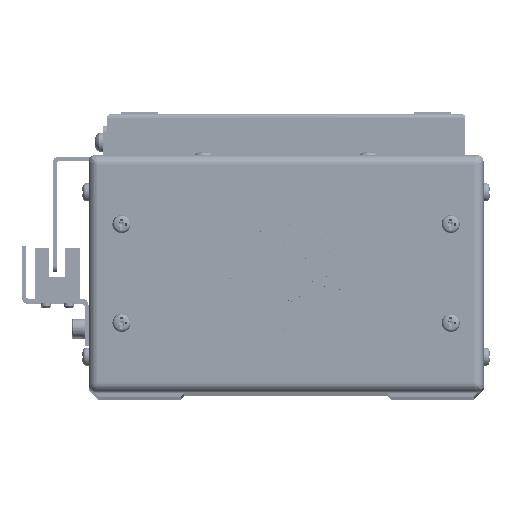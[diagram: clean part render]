
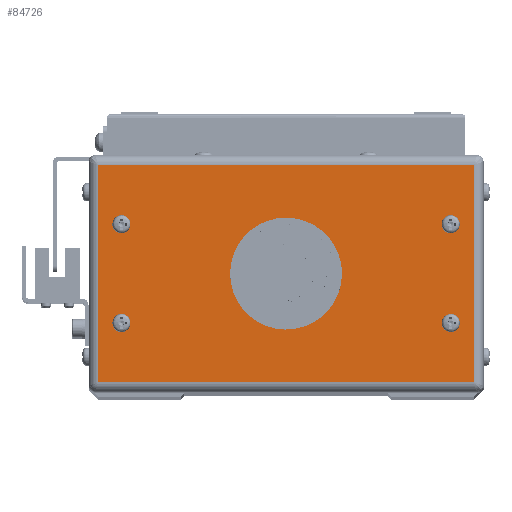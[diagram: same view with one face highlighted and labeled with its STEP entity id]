
A CAD part, top view. The second image highlights one B-rep face of the part: STEP entity #84726.
In plain terms, the highlighted planar face has unit normal (0, 0, 1).
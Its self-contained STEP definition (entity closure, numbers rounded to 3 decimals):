
#63 = EDGE_CURVE ( 'NONE', #14407, #51603, #59862, .T. ) ;
#234 = VERTEX_POINT ( 'NONE', #97405 ) ;
#2155 = ORIENTED_EDGE ( 'NONE', *, *, #20766, .F. ) ;
#4087 = CIRCLE ( 'NONE', #57933, 1.7 ) ;
#5238 = ORIENTED_EDGE ( 'NONE', *, *, #84525, .F. ) ;
#5516 = AXIS2_PLACEMENT_3D ( 'NONE', #65434, #41169, #98366 ) ;
#5682 = DIRECTION ( 'NONE',  ( 1., 0., 0. ) ) ;
#6220 = DIRECTION ( 'NONE',  ( 1., 0., 0. ) ) ;
#6422 = ORIENTED_EDGE ( 'NONE', *, *, #48641, .T. ) ;
#6760 = VERTEX_POINT ( 'NONE', #34625 ) ;
#7805 = DIRECTION ( 'NONE',  ( 0., 0., 1. ) ) ;
#8787 = CIRCLE ( 'NONE', #102912, 15. ) ;
#9336 = CARTESIAN_POINT ( 'NONE',  ( -50., 15., 5. ) ) ;
#11582 = ORIENTED_EDGE ( 'NONE', *, *, #77764, .F. ) ;
#12912 = FACE_BOUND ( 'NONE', #75450, .T. ) ;
#14407 = VERTEX_POINT ( 'NONE', #100963 ) ;
#15758 = EDGE_LOOP ( 'NONE', ( #11582, #71321 ) ) ;
#17590 = DIRECTION ( 'NONE',  ( 1., 0., 0. ) ) ;
#18941 = VECTOR ( 'NONE', #6220, 1000. ) ;
#19097 = CIRCLE ( 'NONE', #55754, 15. ) ;
#19591 = EDGE_CURVE ( 'NONE', #6760, #100102, #60154, .T. ) ;
#19736 = AXIS2_PLACEMENT_3D ( 'NONE', #28800, #85983, #37059 ) ;
#20766 = EDGE_CURVE ( 'NONE', #64185, #66734, #29286, .T. ) ;
#20892 = VERTEX_POINT ( 'NONE', #35130 ) ;
#21712 = CARTESIAN_POINT ( 'NONE',  ( 57., 33., 5. ) ) ;
#22022 = LINE ( 'NONE', #47294, #43797 ) ;
#22432 = CARTESIAN_POINT ( 'NONE',  ( 48.3, -15., 5. ) ) ;
#22717 = EDGE_CURVE ( 'NONE', #60385, #101336, #32387, .T. ) ;
#24091 = CARTESIAN_POINT ( 'NONE',  ( -48.3, -15., 5. ) ) ;
#25042 = EDGE_LOOP ( 'NONE', ( #69620, #86217, #81564, #6422 ) ) ;
#26240 = CARTESIAN_POINT ( 'NONE',  ( -50., 15., 5. ) ) ;
#26570 = CARTESIAN_POINT ( 'NONE',  ( -15., 0., 5. ) ) ;
#26669 = LINE ( 'NONE', #92601, #29242 ) ;
#27752 = EDGE_CURVE ( 'NONE', #73204, #43796, #8787, .T. ) ;
#28099 = ORIENTED_EDGE ( 'NONE', *, *, #27752, .F. ) ;
#28323 = CIRCLE ( 'NONE', #51412, 1.7 ) ;
#28800 = CARTESIAN_POINT ( 'NONE',  ( 50., 15., 5. ) ) ;
#29242 = VECTOR ( 'NONE', #51866, 1000. ) ;
#29286 = CIRCLE ( 'NONE', #103236, 1.7 ) ;
#29694 = EDGE_LOOP ( 'NONE', ( #45451, #28099 ) ) ;
#31358 = CARTESIAN_POINT ( 'NONE',  ( 50., -15., 5. ) ) ;
#32134 = LINE ( 'NONE', #104972, #73007 ) ;
#32387 = CIRCLE ( 'NONE', #19736, 1.7 ) ;
#32848 = CARTESIAN_POINT ( 'NONE',  ( -48.3, 15., 5. ) ) ;
#32897 = CARTESIAN_POINT ( 'NONE',  ( 51.7, 15., 5. ) ) ;
#32937 = PLANE ( 'NONE',  #5516 ) ;
#34506 = DIRECTION ( 'NONE',  ( 1., 0., 0. ) ) ;
#34625 = CARTESIAN_POINT ( 'NONE',  ( 51.7, -15., 5. ) ) ;
#34717 = FACE_BOUND ( 'NONE', #15758, .T. ) ;
#35130 = CARTESIAN_POINT ( 'NONE',  ( -57., 33., 5. ) ) ;
#37059 = DIRECTION ( 'NONE',  ( 1., 0., 0. ) ) ;
#39587 = DIRECTION ( 'NONE',  ( 1., 0., 0. ) ) ;
#41169 = DIRECTION ( 'NONE',  ( 0., 0., -1. ) ) ;
#41449 = CIRCLE ( 'NONE', #77038, 1.7 ) ;
#41596 = ORIENTED_EDGE ( 'NONE', *, *, #22717, .F. ) ;
#42895 = ORIENTED_EDGE ( 'NONE', *, *, #19591, .F. ) ;
#43373 = CARTESIAN_POINT ( 'NONE',  ( 50., 15., 5. ) ) ;
#43796 = VERTEX_POINT ( 'NONE', #26570 ) ;
#43797 = VECTOR ( 'NONE', #63705, 1000. ) ;
#45451 = ORIENTED_EDGE ( 'NONE', *, *, #57788, .F. ) ;
#46375 = EDGE_CURVE ( 'NONE', #66734, #64185, #41449, .T. ) ;
#47294 = CARTESIAN_POINT ( 'NONE',  ( 57., -34., 5. ) ) ;
#47531 = DIRECTION ( 'NONE',  ( 0., 0., 1. ) ) ;
#47615 = DIRECTION ( 'NONE',  ( 0., 0., 1. ) ) ;
#47850 = CARTESIAN_POINT ( 'NONE',  ( -50., -15., 5. ) ) ;
#48641 = EDGE_CURVE ( 'NONE', #20892, #14407, #32134, .T. ) ;
#48818 = VERTEX_POINT ( 'NONE', #24091 ) ;
#50927 = ORIENTED_EDGE ( 'NONE', *, *, #46375, .F. ) ;
#51216 = CIRCLE ( 'NONE', #85633, 1.7 ) ;
#51412 = AXIS2_PLACEMENT_3D ( 'NONE', #96596, #47615, #104848 ) ;
#51603 = VERTEX_POINT ( 'NONE', #68714 ) ;
#51626 = DIRECTION ( 'NONE',  ( 1., 0., 0. ) ) ;
#51866 = DIRECTION ( 'NONE',  ( -1., 0., 0. ) ) ;
#53889 = FACE_BOUND ( 'NONE', #29694, .T. ) ;
#54636 = DIRECTION ( 'NONE',  ( 0., 0., 1. ) ) ;
#55199 = CARTESIAN_POINT ( 'NONE',  ( -58., -33., 5. ) ) ;
#55754 = AXIS2_PLACEMENT_3D ( 'NONE', #56787, #7805, #64979 ) ;
#55965 = DIRECTION ( 'NONE',  ( 0., -1., 0. ) ) ;
#56061 = DIRECTION ( 'NONE',  ( 1., 0., 0. ) ) ;
#56787 = CARTESIAN_POINT ( 'NONE',  ( 0., 0., 5. ) ) ;
#57235 = EDGE_CURVE ( 'NONE', #105368, #20892, #26669, .T. ) ;
#57788 = EDGE_CURVE ( 'NONE', #43796, #73204, #19097, .T. ) ;
#57933 = AXIS2_PLACEMENT_3D ( 'NONE', #43373, #100586, #51626 ) ;
#59862 = LINE ( 'NONE', #55199, #18941 ) ;
#60154 = CIRCLE ( 'NONE', #87369, 1.7 ) ;
#60385 = VERTEX_POINT ( 'NONE', #32897 ) ;
#62249 = CARTESIAN_POINT ( 'NONE',  ( 15., 0., 5. ) ) ;
#63705 = DIRECTION ( 'NONE',  ( 0., 1., 0. ) ) ;
#64185 = VERTEX_POINT ( 'NONE', #87874 ) ;
#64979 = DIRECTION ( 'NONE',  ( 1., 0., 0. ) ) ;
#65434 = CARTESIAN_POINT ( 'NONE',  ( -58., -34., 5. ) ) ;
#65847 = EDGE_CURVE ( 'NONE', #51603, #105368, #22022, .T. ) ;
#66544 = DIRECTION ( 'NONE',  ( 0., 0., 1. ) ) ;
#66734 = VERTEX_POINT ( 'NONE', #32848 ) ;
#68714 = CARTESIAN_POINT ( 'NONE',  ( 57., -33., 5. ) ) ;
#69409 = EDGE_LOOP ( 'NONE', ( #42895, #5238 ) ) ;
#69620 = ORIENTED_EDGE ( 'NONE', *, *, #63, .T. ) ;
#71321 = ORIENTED_EDGE ( 'NONE', *, *, #85462, .F. ) ;
#71562 = AXIS2_PLACEMENT_3D ( 'NONE', #96508, #47531, #104740 ) ;
#72935 = EDGE_CURVE ( 'NONE', #101336, #60385, #4087, .T. ) ;
#73007 = VECTOR ( 'NONE', #55965, 1000. ) ;
#73204 = VERTEX_POINT ( 'NONE', #62249 ) ;
#75450 = EDGE_LOOP ( 'NONE', ( #50927, #2155 ) ) ;
#75574 = FACE_BOUND ( 'NONE', #75871, .T. ) ;
#75871 = EDGE_LOOP ( 'NONE', ( #41596, #93138 ) ) ;
#77038 = AXIS2_PLACEMENT_3D ( 'NONE', #26240, #83429, #34506 ) ;
#77764 = EDGE_CURVE ( 'NONE', #48818, #234, #103286, .T. ) ;
#78138 = FACE_BOUND ( 'NONE', #69409, .T. ) ;
#81564 = ORIENTED_EDGE ( 'NONE', *, *, #57235, .T. ) ;
#83429 = DIRECTION ( 'NONE',  ( 0., 0., 1. ) ) ;
#84525 = EDGE_CURVE ( 'NONE', #100102, #6760, #28323, .T. ) ;
#84726 = ADVANCED_FACE ( 'NONE', ( #34717, #12912, #75574, #78138, #97410, #53889 ), #32937, .F. ) ;
#85462 = EDGE_CURVE ( 'NONE', #234, #48818, #51216, .T. ) ;
#85633 = AXIS2_PLACEMENT_3D ( 'NONE', #47850, #105077, #56061 ) ;
#85983 = DIRECTION ( 'NONE',  ( 0., 0., 1. ) ) ;
#86217 = ORIENTED_EDGE ( 'NONE', *, *, #65847, .T. ) ;
#87369 = AXIS2_PLACEMENT_3D ( 'NONE', #31358, #88542, #39587 ) ;
#87874 = CARTESIAN_POINT ( 'NONE',  ( -51.7, 15., 5. ) ) ;
#88542 = DIRECTION ( 'NONE',  ( 0., 0., 1. ) ) ;
#90912 = CARTESIAN_POINT ( 'NONE',  ( 48.3, 15., 5. ) ) ;
#92601 = CARTESIAN_POINT ( 'NONE',  ( -58., 33., 5. ) ) ;
#93138 = ORIENTED_EDGE ( 'NONE', *, *, #72935, .F. ) ;
#96508 = CARTESIAN_POINT ( 'NONE',  ( -50., -15., 5. ) ) ;
#96596 = CARTESIAN_POINT ( 'NONE',  ( 50., -15., 5. ) ) ;
#97405 = CARTESIAN_POINT ( 'NONE',  ( -51.7, -15., 5. ) ) ;
#97410 = FACE_OUTER_BOUND ( 'NONE', #25042, .T. ) ;
#98366 = DIRECTION ( 'NONE',  ( -1., 0., 0. ) ) ;
#100102 = VERTEX_POINT ( 'NONE', #22432 ) ;
#100586 = DIRECTION ( 'NONE',  ( 0., 0., 1. ) ) ;
#100963 = CARTESIAN_POINT ( 'NONE',  ( -57., -33., 5. ) ) ;
#101336 = VERTEX_POINT ( 'NONE', #90912 ) ;
#102912 = AXIS2_PLACEMENT_3D ( 'NONE', #103632, #54636, #5682 ) ;
#103236 = AXIS2_PLACEMENT_3D ( 'NONE', #9336, #66544, #17590 ) ;
#103286 = CIRCLE ( 'NONE', #71562, 1.7 ) ;
#103632 = CARTESIAN_POINT ( 'NONE',  ( 0., 0., 5. ) ) ;
#104740 = DIRECTION ( 'NONE',  ( 1., 0., 0. ) ) ;
#104848 = DIRECTION ( 'NONE',  ( 1., 0., 0. ) ) ;
#104972 = CARTESIAN_POINT ( 'NONE',  ( -57., -34., 5. ) ) ;
#105077 = DIRECTION ( 'NONE',  ( 0., 0., 1. ) ) ;
#105368 = VERTEX_POINT ( 'NONE', #21712 ) ;
